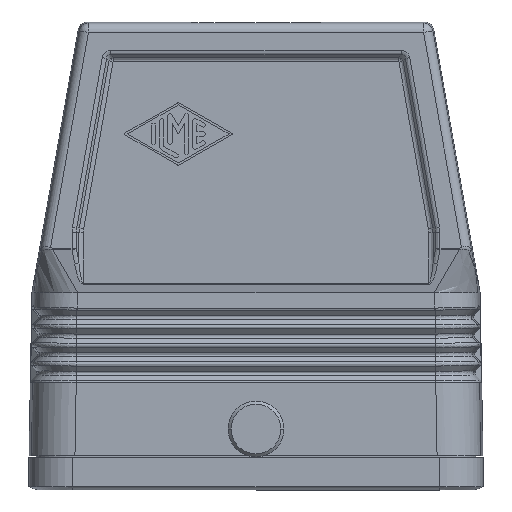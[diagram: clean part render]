
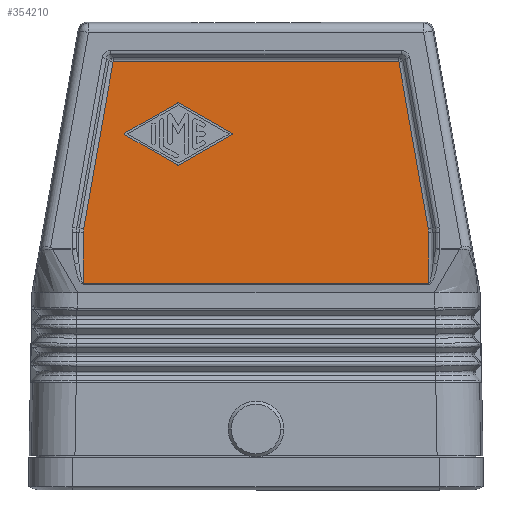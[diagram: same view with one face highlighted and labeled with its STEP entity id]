
A CAD part, left-side view. The second image highlights one B-rep face of the part: STEP entity #354210.
In plain terms, the highlighted planar face has unit normal (-1, 0, 0).
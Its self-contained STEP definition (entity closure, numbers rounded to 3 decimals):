
#32850=CARTESIAN_POINT('',(74.12,54.827,
50.993));
#32860=DIRECTION('',(1.,0.,0.));
#32870=DIRECTION('',(0.,1.,0.));
#32880=AXIS2_PLACEMENT_3D('',#32850,#32860,#32870);
#32890=PLANE('',#32880);
#32900=CARTESIAN_POINT('',(74.12,25.163,
48.623));
#32910=DIRECTION('',(0.,0.868,0.496));
#32920=VECTOR('',#32910,1.);
#32930=LINE('',#32900,#32920);
#32940=CARTESIAN_POINT('',(74.12,31.324,
52.145));
#32950=VERTEX_POINT('',#32940);
#32960=CARTESIAN_POINT('',(74.12,39.74,
56.956));
#32970=VERTEX_POINT('',#32960);
#32980=EDGE_CURVE('',#32950,#32970,#32930,.T.);
#33000=CARTESIAN_POINT('',(74.12,31.407,52.));
#33010=DIRECTION('',(-1.,0.,0.));
#33020=DIRECTION('',(0.,-1.,0.));
#33030=AXIS2_PLACEMENT_3D('',#33000,#33010,#33020);
#33040=CIRCLE('',#33030,0.167);
#33050=CARTESIAN_POINT('',(74.12,31.324,
51.855));
#33060=VERTEX_POINT('',#33050);
#33070=EDGE_CURVE('',#33060,#32950,#33040,.T.);
#33090=CARTESIAN_POINT('',(74.12,25.163,
55.377));
#33100=DIRECTION('',(0.,-0.868,0.496));
#33110=VECTOR('',#33100,1.);
#33120=LINE('',#33090,#33110);
#33130=CARTESIAN_POINT('',(74.12,39.74,
47.044));
#33140=VERTEX_POINT('',#33130);
#33150=EDGE_CURVE('',#33140,#33060,#33120,.T.);
#33170=CARTESIAN_POINT('',(74.12,39.906,47.334));
#33180=DIRECTION('',(-1.,0.,0.));
#33190=DIRECTION('',(0.,-1.,0.));
#33200=AXIS2_PLACEMENT_3D('',#33170,#33180,#33190);
#33210=CIRCLE('',#33200,0.333);
#33220=CARTESIAN_POINT('',(74.12,40.071,
47.044));
#33230=VERTEX_POINT('',#33220);
#33240=EDGE_CURVE('',#33230,#33140,#33210,.T.);
#33260=CARTESIAN_POINT('',(74.12,25.163,
38.523));
#33270=DIRECTION('',(0.,-0.868,-0.496));
#33280=VECTOR('',#33270,1.);
#33290=LINE('',#33260,#33280);
#33300=CARTESIAN_POINT('',(74.12,48.487,
51.855));
#33310=VERTEX_POINT('',#33300);
#33320=EDGE_CURVE('',#33310,#33230,#33290,.T.);
#33340=CARTESIAN_POINT('',(74.12,48.405,52.));
#33350=DIRECTION('',(-1.,0.,0.));
#33360=DIRECTION('',(0.,-1.,0.));
#33370=AXIS2_PLACEMENT_3D('',#33340,#33350,#33360);
#33380=CIRCLE('',#33370,0.167);
#33390=CARTESIAN_POINT('',(74.12,48.487,
52.145));
#33400=VERTEX_POINT('',#33390);
#33410=EDGE_CURVE('',#33400,#33310,#33380,.T.);
#33430=CARTESIAN_POINT('',(74.12,25.163,
65.477));
#33440=DIRECTION('',(0.,0.868,-0.496));
#33450=VECTOR('',#33440,1.);
#33460=LINE('',#33430,#33450);
#33470=CARTESIAN_POINT('',(74.12,40.071,
56.956));
#33480=VERTEX_POINT('',#33470);
#33490=EDGE_CURVE('',#33480,#33400,#33460,.T.);
#33510=CARTESIAN_POINT('',(74.12,39.906,56.666));
#33520=DIRECTION('',(-1.,0.,0.));
#33530=DIRECTION('',(0.,-1.,0.));
#33540=AXIS2_PLACEMENT_3D('',#33510,#33520,#33530);
#33550=CIRCLE('',#33540,0.333);
#33560=EDGE_CURVE('',#32970,#33480,#33550,.T.);
#34610=CARTESIAN_POINT('',(74.12,-0.345,
36.149));
#34620=VERTEX_POINT('',#34610);
#34670=CARTESIAN_POINT('',(74.12,-0.291,
36.762));
#34680=CARTESIAN_POINT('',(74.12,-0.295,
36.74));
#34690=CARTESIAN_POINT('',(74.12,-0.299,
36.717));
#34700=CARTESIAN_POINT('',(74.12,-0.304,
36.685));
#34710=CARTESIAN_POINT('',(74.12,-0.306,
36.675));
#34720=CARTESIAN_POINT('',(74.12,-0.317,
36.597));
#34730=CARTESIAN_POINT('',(74.12,-0.325,
36.527));
#34740=CARTESIAN_POINT('',(74.12,-0.332,
36.457));
#34750=CARTESIAN_POINT('',(74.12,-0.338,
36.384));
#34760=CARTESIAN_POINT('',(74.12,-0.342,
36.312));
#34770=CARTESIAN_POINT('',(74.12,-0.344,
36.232));
#34780=CARTESIAN_POINT('',(74.12,-0.344,
36.225));
#34790=CARTESIAN_POINT('',(74.12,-0.345,
36.195));
#34800=CARTESIAN_POINT('',(74.12,-0.345,
36.172));
#34810=CARTESIAN_POINT('',(74.12,-0.345,
36.149));
#34820=B_SPLINE_CURVE_WITH_KNOTS('',3,(#34670,#34680,#34690,#34700,
#34710,#34720,#34730,#34740,#34750,#34760,#34770,#34780,#34790,#34800,
#34810),.UNSPECIFIED.,.F.,.F.,(4,2,2,3,2,2,4),(0.,0.077,
0.107,0.339,0.579,0.602,
0.678),.UNSPECIFIED.);
#34830=CARTESIAN_POINT('',(74.12,-0.291,
36.762));
#34840=VERTEX_POINT('',#34830);
#34850=EDGE_CURVE('',#34840,#34620,#34820,.T.);
#215880=CARTESIAN_POINT('',(74.12,-0.345,
27.959));
#215890=VERTEX_POINT('',#215880);
#216070=CARTESIAN_POINT('',(74.12,55.165,
27.959));
#216080=VERTEX_POINT('',#216070);
#216110=CARTESIAN_POINT('',(74.12,25.163,
27.959));
#216120=DIRECTION('',(0.,1.,0.));
#216130=VECTOR('',#216120,1.);
#216140=LINE('',#216110,#216130);
#216150=EDGE_CURVE('',#215890,#216080,#216140,.T.);
#353510=CARTESIAN_POINT('',(74.12,55.165,
34.229));
#353520=DIRECTION('',(0.,0.,1.));
#353530=VECTOR('',#353520,1.);
#353540=LINE('',#353510,#353530);
#353550=CARTESIAN_POINT('',(74.12,55.165,
36.155));
#353560=VERTEX_POINT('',#353550);
#353570=EDGE_CURVE('',#216080,#353560,#353540,.T.);
#353580=ORIENTED_EDGE('',*,*,#353570,.F.);
#353590=CARTESIAN_POINT('',(74.12,55.165,
36.155));
#353600=CARTESIAN_POINT('',(74.12,55.165,
36.178));
#353610=CARTESIAN_POINT('',(74.12,55.165,
36.201));
#353620=CARTESIAN_POINT('',(74.12,55.164,
36.233));
#353630=CARTESIAN_POINT('',(74.12,55.164,
36.243));
#353640=CARTESIAN_POINT('',(74.12,55.162,
36.322));
#353650=CARTESIAN_POINT('',(74.12,55.158,
36.392));
#353660=CARTESIAN_POINT('',(74.12,55.152,
36.463));
#353670=CARTESIAN_POINT('',(74.12,55.145,
36.535));
#353680=CARTESIAN_POINT('',(74.12,55.137,
36.607));
#353690=CARTESIAN_POINT('',(74.12,55.125,
36.686));
#353700=CARTESIAN_POINT('',(74.12,55.124,
36.693));
#353710=CARTESIAN_POINT('',(74.12,55.119,
36.723));
#353720=CARTESIAN_POINT('',(74.12,55.115,
36.745));
#353730=CARTESIAN_POINT('',(74.12,55.111,
36.768));
#353740=B_SPLINE_CURVE_WITH_KNOTS('',3,(#353590,#353600,#353610,#353620,
#353630,#353640,#353650,#353660,#353670,#353680,#353690,#353700,#353710,
#353720,#353730),.UNSPECIFIED.,.F.,.F.,(4,2,2,3,2,2,4),(0.,
0.077,0.107,0.339,0.579
,0.602,0.678),.UNSPECIFIED.);
#353750=CARTESIAN_POINT('',(74.12,55.111,
36.768));
#353760=VERTEX_POINT('',#353750);
#353770=EDGE_CURVE('',#353560,#353760,#353740,.T.);
#353780=ORIENTED_EDGE('',*,*,#353770,.F.);
#353790=CARTESIAN_POINT('',(74.12,55.559,
34.229));
#353800=DIRECTION('',(0.,-0.174,0.985));
#353810=VECTOR('',#353800,1.);
#353820=LINE('',#353790,#353810);
#353830=CARTESIAN_POINT('',(74.12,50.387,
63.586));
#353840=VERTEX_POINT('',#353830);
#353850=EDGE_CURVE('',#353760,#353840,#353820,.T.);
#353860=ORIENTED_EDGE('',*,*,#353850,.F.);
#353870=CARTESIAN_POINT('',(74.12,25.163,
63.586));
#353880=DIRECTION('',(0.,1.,0.));
#353890=VECTOR('',#353880,1.);
#353900=LINE('',#353870,#353890);
#353910=CARTESIAN_POINT('',(74.12,4.434,
63.586));
#353920=VERTEX_POINT('',#353910);
#353930=EDGE_CURVE('',#353920,#353840,#353900,.T.);
#353940=ORIENTED_EDGE('',*,*,#353930,.T.);
#353950=CARTESIAN_POINT('',(74.12,-0.738,
34.229));
#353960=DIRECTION('',(0.,0.174,0.985));
#353970=VECTOR('',#353960,1.);
#353980=LINE('',#353950,#353970);
#353990=EDGE_CURVE('',#34840,#353920,#353980,.T.);
#354000=ORIENTED_EDGE('',*,*,#353990,.T.);
#354010=ORIENTED_EDGE('',*,*,#34850,.F.);
#354020=CARTESIAN_POINT('',(74.12,-0.345,
34.229));
#354030=DIRECTION('',(0.,0.,1.));
#354040=VECTOR('',#354030,1.);
#354050=LINE('',#354020,#354040);
#354060=EDGE_CURVE('',#215890,#34620,#354050,.T.);
#354070=ORIENTED_EDGE('',*,*,#354060,.T.);
#354080=ORIENTED_EDGE('',*,*,#216150,.F.);
#354090=EDGE_LOOP('',(#354080,#354070,#354010,#354000,#353940,#353860,
#353780,#353580));
#354100=FACE_OUTER_BOUND('',#354090,.T.);
#354110=ORIENTED_EDGE('',*,*,#33490,.F.);
#354120=ORIENTED_EDGE('',*,*,#33410,.F.);
#354130=ORIENTED_EDGE('',*,*,#33320,.F.);
#354140=ORIENTED_EDGE('',*,*,#33240,.F.);
#354150=ORIENTED_EDGE('',*,*,#33150,.F.);
#354160=ORIENTED_EDGE('',*,*,#33070,.F.);
#354170=ORIENTED_EDGE('',*,*,#32980,.F.);
#354180=ORIENTED_EDGE('',*,*,#33560,.F.);
#354190=EDGE_LOOP('',(#354180,#354170,#354160,#354150,#354140,#354130,
#354120,#354110));
#354200=FACE_BOUND('',#354190,.T.);
#354210=ADVANCED_FACE('',(#354100,#354200),#32890,.F.);
